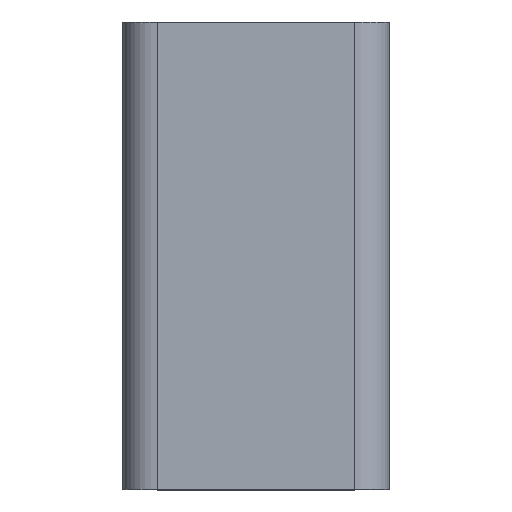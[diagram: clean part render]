
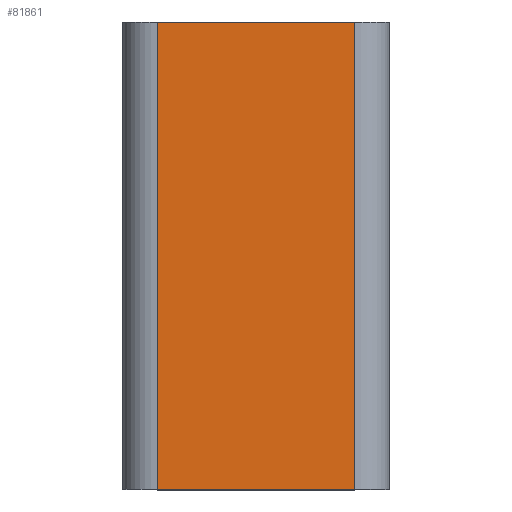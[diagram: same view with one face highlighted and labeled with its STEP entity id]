
A CAD part, top view. The second image highlights one B-rep face of the part: STEP entity #81861.
In plain terms, the highlighted planar face has unit normal (0, 0, 1).
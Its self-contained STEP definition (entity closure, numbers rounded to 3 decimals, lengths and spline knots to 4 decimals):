
#53 = EDGE_CURVE ( 'NONE', #44102, #66103, #14186, .T. ) ;
#1270 = EDGE_LOOP ( 'NONE', ( #57967, #83496, #74917, #22197 ) ) ;
#1501 = CARTESIAN_POINT ( 'NONE',  ( 24.2682, 32.2492, 53.1289 ) ) ;
#5143 = LINE ( 'NONE', #32646, #75308 ) ;
#10868 = FACE_OUTER_BOUND ( 'NONE', #1270, .T. ) ;
#14186 = LINE ( 'NONE', #78987, #65578 ) ;
#14847 = CARTESIAN_POINT ( 'NONE',  ( 22.4182, 32.2492, 53.1289 ) ) ;
#17192 = DIRECTION ( 'NONE',  ( 1., 0., 0. ) ) ;
#22197 = ORIENTED_EDGE ( 'NONE', *, *, #52851, .T. ) ;
#31609 = DIRECTION ( 'NONE',  ( 0., 0., 1. ) ) ;
#32646 = CARTESIAN_POINT ( 'NONE',  ( 22.0932, 32.2492, 53.1289 ) ) ;
#36669 = DIRECTION ( 'NONE',  ( 0., 1., 0. ) ) ;
#38363 = PLANE ( 'NONE',  #65241 ) ;
#40288 = EDGE_CURVE ( 'NONE', #80602, #76119, #5143, .T. ) ;
#44102 = VERTEX_POINT ( 'NONE', #58932 ) ;
#44308 = LINE ( 'NONE', #1501, #88267 ) ;
#44863 = CARTESIAN_POINT ( 'NONE',  ( 24.2682, 32.2492, 53.1289 ) ) ;
#52354 = DIRECTION ( 'NONE',  ( 1., 0., 0. ) ) ;
#52851 = EDGE_CURVE ( 'NONE', #44102, #80602, #54982, .T. ) ;
#54982 = LINE ( 'NONE', #14847, #59233 ) ;
#57967 = ORIENTED_EDGE ( 'NONE', *, *, #40288, .T. ) ;
#58932 = CARTESIAN_POINT ( 'NONE',  ( 22.4182, 36.6242, 53.1289 ) ) ;
#59233 = VECTOR ( 'NONE', #82950, 39.3701 ) ;
#60128 = DIRECTION ( 'NONE',  ( 1., 0., 0. ) ) ;
#65241 = AXIS2_PLACEMENT_3D ( 'NONE', #65884, #31609, #52354 ) ;
#65578 = VECTOR ( 'NONE', #17192, 39.3701 ) ;
#65884 = CARTESIAN_POINT ( 'NONE',  ( 22.0932, 32.2492, 53.1289 ) ) ;
#66103 = VERTEX_POINT ( 'NONE', #72615 ) ;
#72615 = CARTESIAN_POINT ( 'NONE',  ( 24.2682, 36.6242, 53.1289 ) ) ;
#74917 = ORIENTED_EDGE ( 'NONE', *, *, #53, .F. ) ;
#75308 = VECTOR ( 'NONE', #60128, 39.3701 ) ;
#76119 = VERTEX_POINT ( 'NONE', #44863 ) ;
#78987 = CARTESIAN_POINT ( 'NONE',  ( 22.0932, 36.6242, 53.1289 ) ) ;
#80602 = VERTEX_POINT ( 'NONE', #82187 ) ;
#81861 = ADVANCED_FACE ( 'NONE', ( #10868 ), #38363, .T. ) ;
#82187 = CARTESIAN_POINT ( 'NONE',  ( 22.4182, 32.2492, 53.1289 ) ) ;
#82950 = DIRECTION ( 'NONE',  ( 0., -1., 0. ) ) ;
#83496 = ORIENTED_EDGE ( 'NONE', *, *, #85229, .T. ) ;
#85229 = EDGE_CURVE ( 'NONE', #76119, #66103, #44308, .T. ) ;
#88267 = VECTOR ( 'NONE', #36669, 39.3701 ) ;
